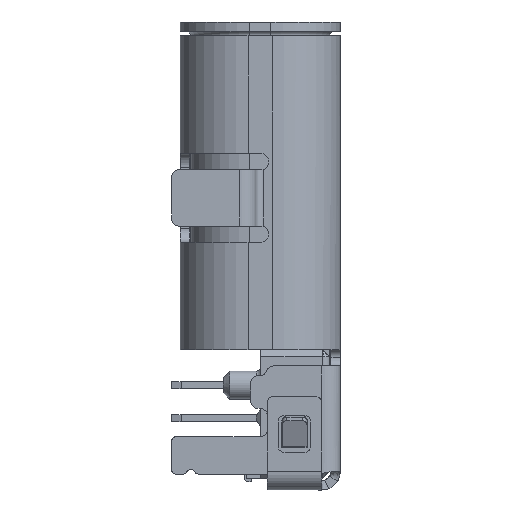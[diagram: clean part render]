
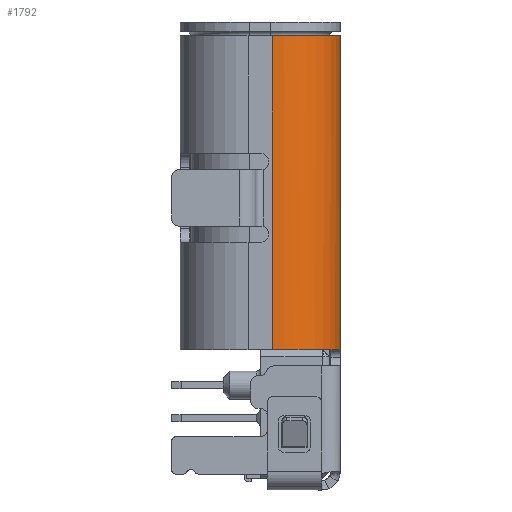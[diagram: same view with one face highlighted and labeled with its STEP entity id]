
A CAD part, left-side view. The second image highlights one B-rep face of the part: STEP entity #1792.
In plain terms, the highlighted cylindrical face has radius 1.45 mm (diameter 2.9 mm), a partial arc.
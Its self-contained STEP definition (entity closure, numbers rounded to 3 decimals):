
#1792=ADVANCED_FACE('',(#5214),#5215,.T.);
#5214=FACE_OUTER_BOUND('',#9173,.T.);
#5215=CYLINDRICAL_SURFACE('',#9174,1.45);
#9173=EDGE_LOOP('',(#22757,#22758,#22759,#22760,#22761));
#9174=AXIS2_PLACEMENT_3D('',#22762,#22763,#22764);
#22757=ORIENTED_EDGE('',*,*,#30698,.F.);
#22758=ORIENTED_EDGE('',*,*,#31029,.F.);
#22759=ORIENTED_EDGE('',*,*,#30939,.T.);
#22760=ORIENTED_EDGE('',*,*,#31030,.T.);
#22761=ORIENTED_EDGE('',*,*,#30962,.T.);
#22762=CARTESIAN_POINT('',(-3.15,-0.26,-2.58));
#22763=DIRECTION('',(0.,0.,-1.0));
#22764=DIRECTION('',(0.,1.0,0.));
#30698=EDGE_CURVE('',#38535,#38537,#38538,.T.);
#30939=EDGE_CURVE('',#38984,#38982,#38985,.T.);
#30962=EDGE_CURVE('',#39021,#38537,#39022,.T.);
#31029=EDGE_CURVE('',#38984,#38535,#39138,.T.);
#31030=EDGE_CURVE('',#38982,#39021,#39139,.T.);
#38535=VERTEX_POINT('',#50405);
#38537=VERTEX_POINT('',#50408);
#38538=CIRCLE('',#50409,1.45);
#38982=VERTEX_POINT('',#50999);
#38984=VERTEX_POINT('',#51002);
#38985=CIRCLE('',#51003,1.45);
#39021=VERTEX_POINT('',#51050);
#39022=LINE('',#51051,#51052);
#39138=LINE('',#51205,#51206);
#39139=B_SPLINE_CURVE_WITH_KNOTS('',3,(#51207,#51208,#51209,#51210),.UNSPECIFIED.,.F.,.F.,(4,4),(0.0,0.),.UNSPECIFIED.);
#50405=CARTESIAN_POINT('',(-4.6,-0.26,4.12));
#50408=CARTESIAN_POINT('',(-3.15,-1.71,4.12));
#50409=AXIS2_PLACEMENT_3D('',#59098,#59099,#59100);
#50999=CARTESIAN_POINT('',(-3.23,-1.708,-2.58));
#51002=CARTESIAN_POINT('',(-4.6,-0.26,-2.58));
#51003=AXIS2_PLACEMENT_3D('',#59527,#59528,#59529);
#51050=CARTESIAN_POINT('',(-3.15,-1.71,-2.599));
#51051=CARTESIAN_POINT('',(-3.15,-1.71,-2.58));
#51052=VECTOR('',#59574,1000.0);
#51205=CARTESIAN_POINT('',(-4.6,-0.26,-2.58));
#51206=VECTOR('',#59699,1000.0);
#51207=CARTESIAN_POINT('',(-3.23,-1.708,-2.58));
#51208=CARTESIAN_POINT('',(-3.202,-1.709,-2.58));
#51209=CARTESIAN_POINT('',(-3.175,-1.71,-2.586));
#51210=CARTESIAN_POINT('',(-3.15,-1.71,-2.599));
#59098=CARTESIAN_POINT('',(-3.15,-0.26,4.12));
#59099=DIRECTION('',(0.,0.,1.0));
#59100=DIRECTION('',(1.0,0.,0.));
#59527=CARTESIAN_POINT('',(-3.15,-0.26,-2.58));
#59528=DIRECTION('',(0.,0.,1.0));
#59529=DIRECTION('',(1.0,0.,0.));
#59574=DIRECTION('',(0.,0.,1.0));
#59699=DIRECTION('',(0.,0.,1.0));
